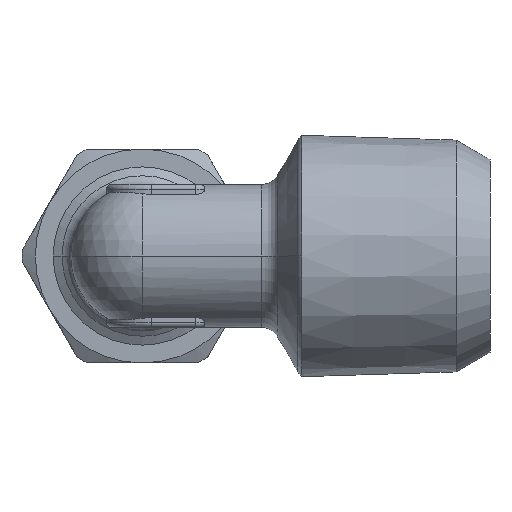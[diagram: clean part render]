
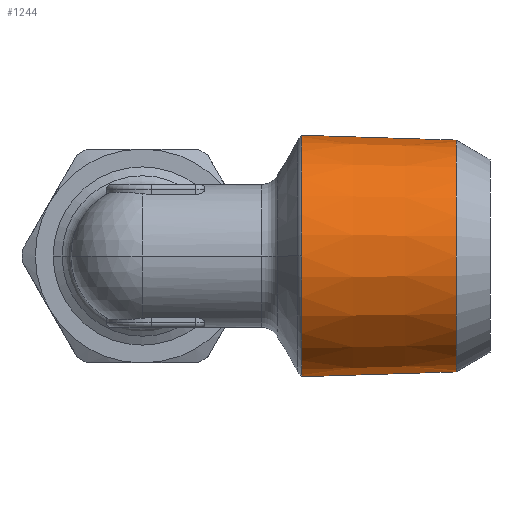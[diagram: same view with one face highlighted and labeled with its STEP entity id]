
A CAD part, left-side view. The second image highlights one B-rep face of the part: STEP entity #1244.
In plain terms, the highlighted conical face has half-angle 1.788 degrees and reference radius 6.846 mm.
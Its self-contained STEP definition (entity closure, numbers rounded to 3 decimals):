
#32 = CARTESIAN_POINT ( 'NONE',  ( 0., -17.595, 6.5 ) ) ;
#33 = CARTESIAN_POINT ( 'NONE',  ( 0., -8.94, -6.77 ) ) ;
#35 = CARTESIAN_POINT ( 'NONE',  ( 0., -17.595, -6.5 ) ) ;
#270 = ORIENTED_EDGE ( 'NONE', *, *, #2739, .F. ) ;
#271 = ORIENTED_EDGE ( 'NONE', *, *, #1300, .F. ) ;
#272 = ORIENTED_EDGE ( 'NONE', *, *, #2742, .T. ) ;
#273 = ORIENTED_EDGE ( 'NONE', *, *, #2763, .T. ) ;
#274 = ORIENTED_EDGE ( 'NONE', *, *, #2824, .T. ) ;
#280 = VERTEX_POINT ( 'NONE', #32 ) ;
#285 = VERTEX_POINT ( 'NONE', #35 ) ;
#295 = VERTEX_POINT ( 'NONE', #33 ) ;
#297 = VERTEX_POINT ( 'NONE', #971 ) ;
#313 = VERTEX_POINT ( 'NONE', #2875 ) ;
#553 = DIRECTION ( 'NONE',  ( 0., 0., 1. ) ) ;
#554 = CARTESIAN_POINT ( 'NONE',  ( 0., -6.5, 0. ) ) ;
#555 = DIRECTION ( 'NONE',  ( 0., 1., 0. ) ) ;
#971 = CARTESIAN_POINT ( 'NONE',  ( 0., -8.94, 6.77 ) ) ;
#997 = DIRECTION ( 'NONE',  ( 0., 1., -0.031 ) ) ;
#1029 = CARTESIAN_POINT ( 'NONE',  ( 0., -6.5, -6.846 ) ) ;
#1033 = CARTESIAN_POINT ( 'NONE',  ( 0., -6.5, 6.846 ) ) ;
#1034 = DIRECTION ( 'NONE',  ( 0., 1., 0.031 ) ) ;
#1138 = EDGE_LOOP ( 'NONE', ( #270, #271, #272, #273, #274 ) ) ;
#1244 = ADVANCED_FACE ( 'NONE', ( #2261 ), #2268, .T. ) ;
#1300 = EDGE_CURVE ( 'NONE', #280, #285, #1841, .T. ) ;
#1419 = AXIS2_PLACEMENT_3D ( 'NONE', #554, #555, #553 ) ;
#1457 = AXIS2_PLACEMENT_3D ( 'NONE', #1724, #1725, #1726 ) ;
#1545 = AXIS2_PLACEMENT_3D ( 'NONE', #2358, #2359, #2360 ) ;
#1570 = AXIS2_PLACEMENT_3D ( 'NONE', #2587, #2588, #2589 ) ;
#1724 = CARTESIAN_POINT ( 'NONE',  ( 0., -17.595, 0. ) ) ;
#1725 = DIRECTION ( 'NONE',  ( 0., -1., 0. ) ) ;
#1726 = DIRECTION ( 'NONE',  ( 0., 0., -1. ) ) ;
#1841 = CIRCLE ( 'NONE', #1457, 6.5 ) ;
#1893 = LINE ( 'NONE', #1029, #1899 ) ;
#1899 = VECTOR ( 'NONE', #997, 1000. ) ;
#1901 = LINE ( 'NONE', #1033, #1903 ) ;
#1903 = VECTOR ( 'NONE', #1034, 1000. ) ;
#1929 = CIRCLE ( 'NONE', #1545, 6.77 ) ;
#1982 = CIRCLE ( 'NONE', #1570, 6.77 ) ;
#2261 = FACE_OUTER_BOUND ( 'NONE', #1138, .T. ) ;
#2268 = CONICAL_SURFACE ( 'NONE', #1419, 6.846, 0.031 ) ;
#2358 = CARTESIAN_POINT ( 'NONE',  ( 0., -8.94, 0. ) ) ;
#2359 = DIRECTION ( 'NONE',  ( 0., -1., 0. ) ) ;
#2360 = DIRECTION ( 'NONE',  ( 0., 0., -1. ) ) ;
#2587 = CARTESIAN_POINT ( 'NONE',  ( 0., -8.94, 0. ) ) ;
#2588 = DIRECTION ( 'NONE',  ( 0., -1., 0. ) ) ;
#2589 = DIRECTION ( 'NONE',  ( 0., 0., -1. ) ) ;
#2739 = EDGE_CURVE ( 'NONE', #285, #295, #1893, .T. ) ;
#2742 = EDGE_CURVE ( 'NONE', #280, #297, #1901, .T. ) ;
#2763 = EDGE_CURVE ( 'NONE', #297, #313, #1929, .T. ) ;
#2824 = EDGE_CURVE ( 'NONE', #313, #295, #1982, .T. ) ;
#2875 = CARTESIAN_POINT ( 'NONE',  ( -6.77, -8.94, 0. ) ) ;
